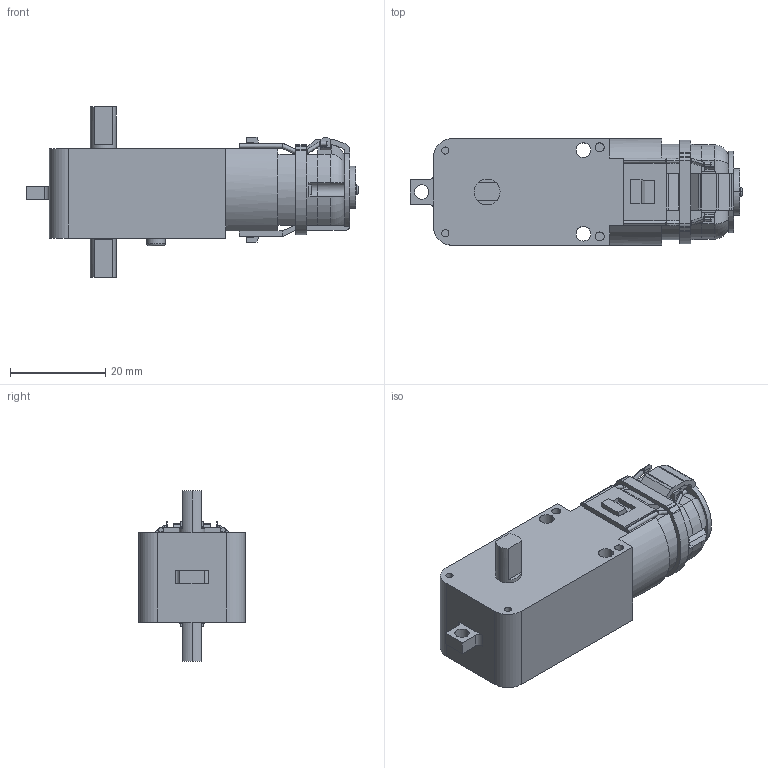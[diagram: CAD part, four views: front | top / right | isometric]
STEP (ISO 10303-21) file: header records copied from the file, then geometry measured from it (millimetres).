
FILE_DESCRIPTION (( 'STEP AP214' ), '1' );
FILE_NAME ('Yellow DC Motorr.STEP', '2022-02-10T09:59:34', ( '' ), ( '' ), 'SwSTEP 2.0', 'SolidWorks 2016', '' );
FILE_SCHEMA (( 'AUTOMOTIVE_DESIGN' ));
Length unit declared in the file: millimetre
Products named in the file (2): Yellow DC Motorr
Bounding box: 69.7 x 22.4 x 35.75 mm (x, y, z)
Volume: 23862.4 mm3; surface area: 8962.8 mm2
Topology: 5 solids, 5 shells, 359 faces, 986 edges, 614 vertices
Faces by surface type: plane 209, cylinder 106, bspline 28, torus 16
Entity records: 15646 total; most frequent: CARTESIAN_POINT 3529, ORIENTED_EDGE 1908, DIRECTION 1735, EDGE_CURVE 954, VERTEX_POINT 614, AXIS2_PLACEMENT_3D 582, VECTOR 571, LINE 571
